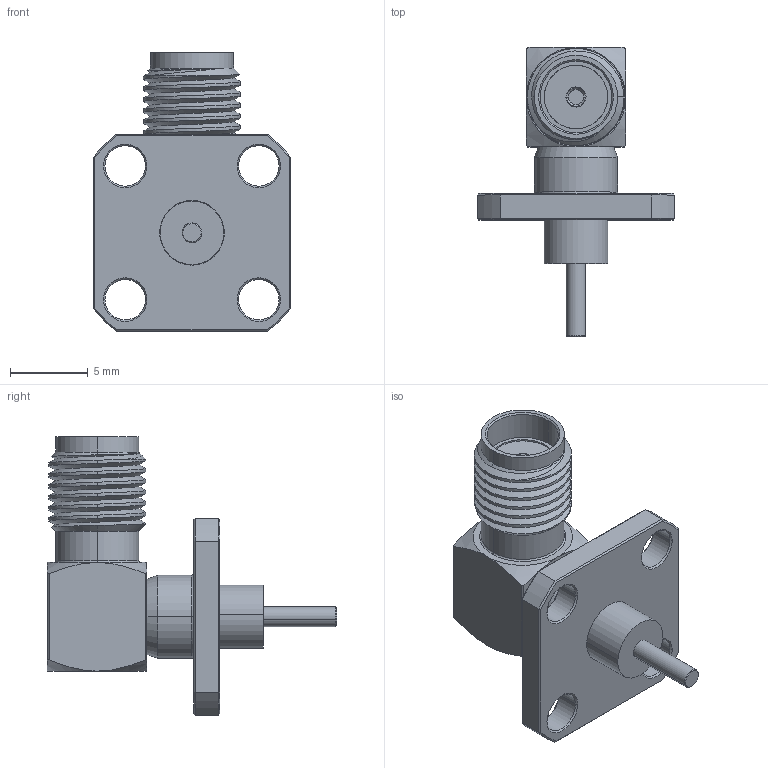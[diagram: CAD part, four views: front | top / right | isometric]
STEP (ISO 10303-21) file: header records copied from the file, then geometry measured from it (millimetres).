
FILE_DESCRIPTION (( 'STEP AP214' ), '1' );
FILE_NAME ('30-373-H3-2.8.STEP', '2024-08-12T08:07:47', ( '' ), ( '' ), 'SwSTEP 2.0', 'SolidWorks 2024', '' );
FILE_SCHEMA (( 'AUTOMOTIVE_DESIGN' ));
Length unit declared in the file: millimetre
Products named in the file (1): 30-373-H3-2.8
Bounding box: 12.7 x 18.6 x 17.95 mm (x, y, z)
Surface area: 1070.6 mm2 (no closed solid volume)
Topology: 0 solids, 8 shells, 129 faces, 311 edges, 194 vertices
Faces by surface type: cylinder 47, cone 46, plane 28, torus 6, bspline 2
Entity records: 4625 total; most frequent: CARTESIAN_POINT 1675, DIRECTION 634, ORIENTED_EDGE 588, EDGE_CURVE 311, AXIS2_PLACEMENT_3D 266, VERTEX_POINT 194, EDGE_LOOP 146, CIRCLE 138
